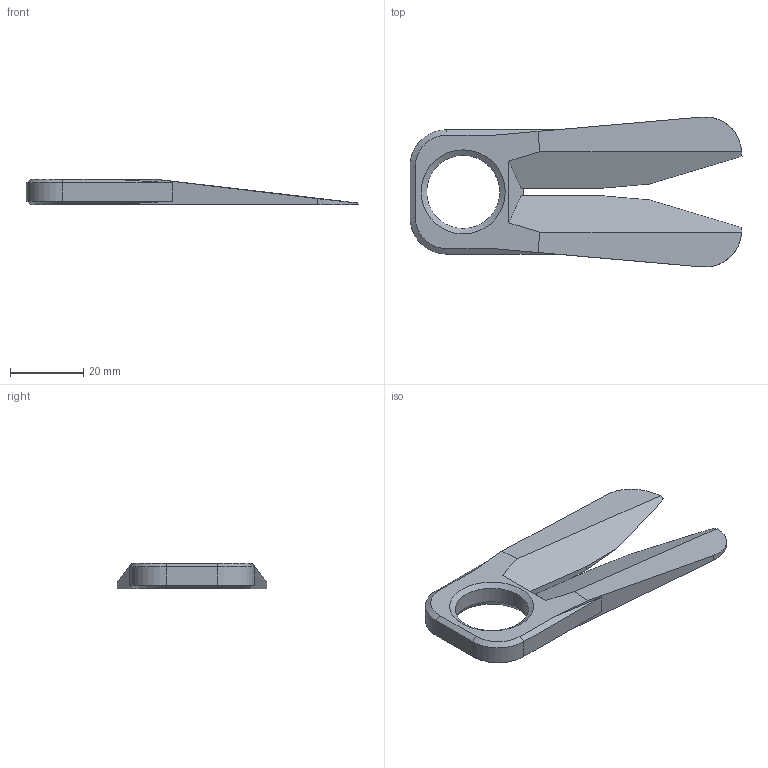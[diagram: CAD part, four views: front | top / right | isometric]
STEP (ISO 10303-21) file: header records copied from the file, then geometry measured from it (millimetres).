
FILE_DESCRIPTION(/* description */ (''),/* implementation_level */ '2;1');
FILE_NAME(/* name */ 'Splitter Mini v5.step',/* time_stamp */ '2025-08-10T00:23:51-05:00',/* author */ (''),/* organization */ (''),/* preprocessor_version */ 'ST-DEVELOPER v20.1',/* originating_system */ 'Autodesk Translation Framework v14.10.0.0',/* authorisation */ '');
FILE_SCHEMA (('AUTOMOTIVE_DESIGN { 1 0 10303 214 3 1 1 }'));
Length unit declared in the file: millimetre
Products named in the file (1): Splitter Mini
Bounding box: 90.83 x 41.03 x 7 mm (x, y, z)
Volume: 10496.9 mm3; surface area: 6988.4 mm2
Topology: 1 solids, 1 shells, 793 faces, 2177 edges, 1448 vertices
Faces by surface type: plane 401, bspline 381, cone 6, cylinder 5
Full cylindrical faces by diameter (mm): 20 x1
Entity records: 28474 total; most frequent: CARTESIAN_POINT 10896, ORIENTED_EDGE 4354, DIRECTION 2257, EDGE_CURVE 2177, VERTEX_POINT 1448, LINE 1399, VECTOR 1399, EDGE_LOOP 857
